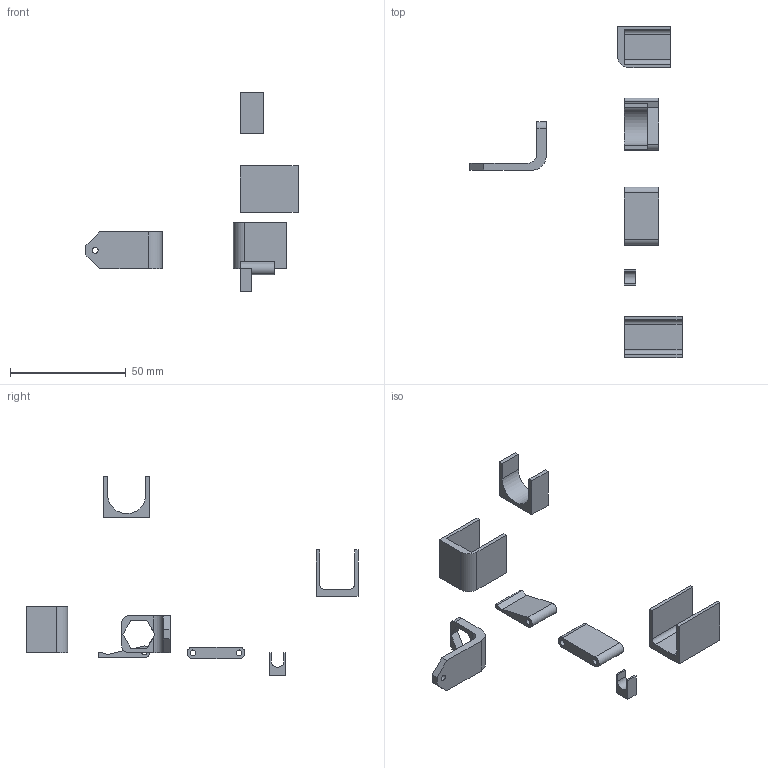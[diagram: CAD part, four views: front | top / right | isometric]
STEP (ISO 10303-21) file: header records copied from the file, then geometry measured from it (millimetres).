
FILE_DESCRIPTION(/* description */ ('STEP AP242','CAx-IF Rec.Pracs.---Representation and Presentation of Product Manufacturing Information (PMI)---4.0---2014-10-13','CAx-IF Rec.Pracs.---3D Tessellated Geometry---0.4---2014-09-14','2;1'),/* implementation_level */ '2;1');
FILE_NAME(/* name */ '66999fe2d470d51ad9015506',/* time_stamp */ '2024-07-18T23:06:10Z',/* author */ (''),/* organization */ (''),/* preprocessor_version */ 'ST-DEVELOPER v20',/* originating_system */ ' ',/* authorisation */ ' ');
FILE_SCHEMA (('AP242_MANAGED_MODEL_BASED_3D_ENGINEERING_MIM_LF { 1 0 10303 442 1 1 4 }'));
Length unit declared in the file: metre
Products named in the file (7): Part 7; Part 6; Part 5; Part 4; Part 3; Part 2; Part 1
Bounding box: 91.82 x 143.69 x 86.53 mm (x, y, z)
Volume: 11842.9 mm3; surface area: 11648 mm2
Topology: 7 solids, 7 shells, 83 faces, 211 edges, 141 vertices
Faces by surface type: plane 64, cylinder 19
Full cylindrical faces by diameter (mm): 2.5 x4
Entity records: 2662 total; most frequent: CARTESIAN_POINT 436, DIRECTION 426, ORIENTED_EDGE 412, EDGE_CURVE 206, LINE 166, VECTOR 166, VERTEX_POINT 140, AXIS2_PLACEMENT_3D 130
